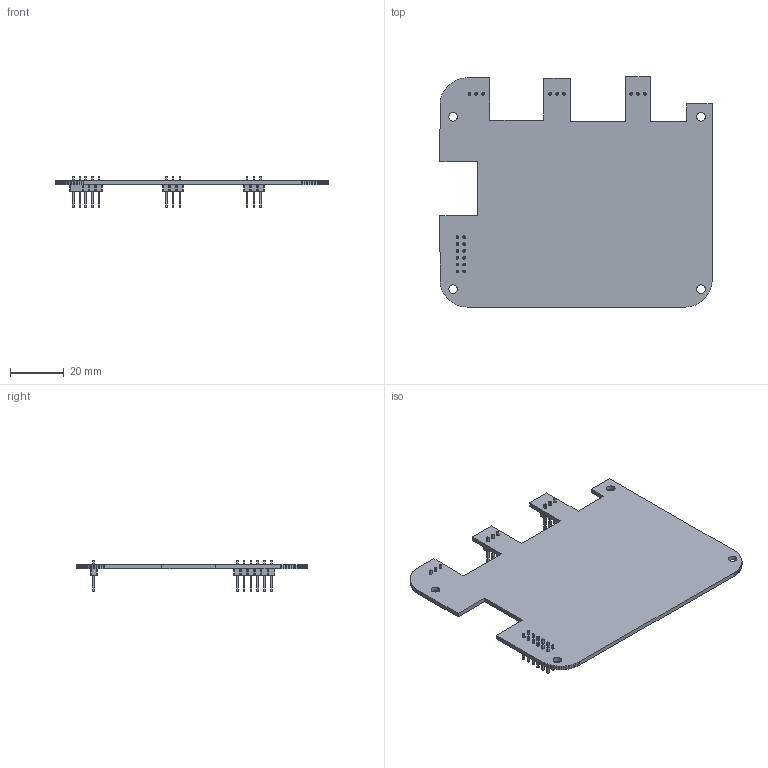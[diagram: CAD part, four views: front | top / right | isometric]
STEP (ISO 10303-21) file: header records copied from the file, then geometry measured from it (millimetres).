
FILE_DESCRIPTION(('KiCad electronic assembly'),'2;1');
FILE_NAME('dats-kontrol-1kw-sysmin.step','2023-05-16T13:16:20',('Pcbnew' ),('Kicad'),'Open CASCADE STEP processor 7.6', 'KiCad to STEP converter','Unknown');
FILE_SCHEMA(('AUTOMOTIVE_DESIGN { 1 0 10303 214 1 1 1 1 }'));
Length unit declared in the file: millimetre
Products named in the file (6): dats-kontrol-1kw-sysmin 1; PinHeader_2x06_P2.54mm_Vertical; SOLID; PinHeader_1x03_P2.54mm_Vertical; PCB
Assembly tree (7 placements, depth 3):
  dats-kontrol-1kw-sysmin 1
    PinHeader_2x06_P2.54mm_Vertical
      SOLID
    PinHeader_1x03_P2.54mm_Vertical  x3
      SOLID
    PCB
Bounding box: 101 x 85.35 x 11.54 mm (x, y, z)
Volume: 11993.9 mm3; surface area: 16388.1 mm2
Topology: 5 solids, 5 shells, 607 faces, 1497 edges, 942 vertices
Faces by surface type: plane 582, cylinder 25
Full cylindrical faces by diameter (mm): 1 x21, 3.2 x4
Entity records: 30651 total; most frequent: CARTESIAN_POINT 4892, DIRECTION 4337, LINE 3311, VECTOR 3311, ORIENTED_EDGE 2274, PCURVE 2274, DEFINITIONAL_REPRESENTATION 2274, EDGE_CURVE 1137
